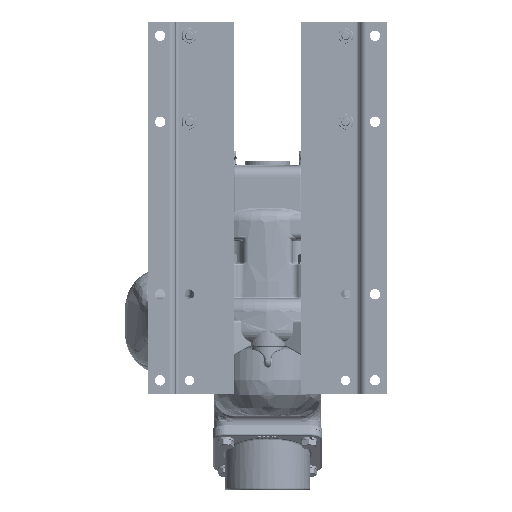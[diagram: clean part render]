
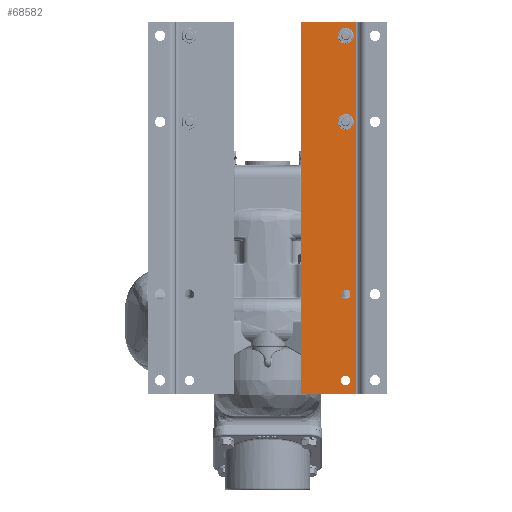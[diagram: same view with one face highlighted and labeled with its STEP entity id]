
A CAD part, front view. The second image highlights one B-rep face of the part: STEP entity #68582.
In plain terms, the highlighted planar face has unit normal (0, -1, 0).
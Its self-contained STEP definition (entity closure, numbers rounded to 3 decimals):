
#2265=FACE_BOUND($,#17788,.T.);
#2266=FACE_BOUND($,#17789,.T.);
#2267=FACE_BOUND($,#17790,.T.);
#2268=FACE_BOUND($,#17791,.T.);
#2269=FACE_BOUND($,#17792,.T.);
#3226=PLANE($,#75749);
#8182=CIRCLE($,#75717,0.172);
#8184=CIRCLE($,#75720,0.172);
#8186=CIRCLE($,#75723,0.172);
#8188=CIRCLE($,#75726,0.172);
#17788=EDGE_LOOP($,(#62832));
#17789=EDGE_LOOP($,(#62833));
#17790=EDGE_LOOP($,(#62834));
#17791=EDGE_LOOP($,(#62835));
#17792=EDGE_LOOP($,(#62836,#62837,#62838,#62839));
#21535=LINE($,#177949,#25269);
#21536=LINE($,#177953,#25270);
#21537=LINE($,#177955,#25271);
#21538=LINE($,#177956,#25272);
#25269=VECTOR($,#93557,13.5);
#25270=VECTOR($,#93562,2.);
#25271=VECTOR($,#93563,13.5);
#25272=VECTOR($,#93564,2.);
#33662=VERTEX_POINT($,#177879);
#33664=VERTEX_POINT($,#177884);
#33666=VERTEX_POINT($,#177889);
#33668=VERTEX_POINT($,#177894);
#33688=VERTEX_POINT($,#177946);
#33689=VERTEX_POINT($,#177948);
#33690=VERTEX_POINT($,#177952);
#33691=VERTEX_POINT($,#177954);
#43387=EDGE_CURVE($,#33662,#33662,#8182,.T.);
#43389=EDGE_CURVE($,#33664,#33664,#8184,.T.);
#43391=EDGE_CURVE($,#33666,#33666,#8186,.T.);
#43393=EDGE_CURVE($,#33668,#33668,#8188,.T.);
#43417=EDGE_CURVE($,#33689,#33688,#21535,.T.);
#43419=EDGE_CURVE($,#33688,#33690,#21536,.T.);
#43420=EDGE_CURVE($,#33691,#33690,#21537,.T.);
#43421=EDGE_CURVE($,#33691,#33689,#21538,.T.);
#62832=ORIENTED_EDGE($,*,*,#43387,.T.);
#62833=ORIENTED_EDGE($,*,*,#43389,.T.);
#62834=ORIENTED_EDGE($,*,*,#43391,.T.);
#62835=ORIENTED_EDGE($,*,*,#43393,.T.);
#62836=ORIENTED_EDGE($,*,*,#43419,.T.);
#62837=ORIENTED_EDGE($,*,*,#43420,.F.);
#62838=ORIENTED_EDGE($,*,*,#43421,.T.);
#62839=ORIENTED_EDGE($,*,*,#43417,.T.);
#68582=ADVANCED_FACE($,(#2265,#2266,#2267,#2268,#2269),#3226,.T.);
#75717=AXIS2_PLACEMENT_3D($,#177880,#93484,#93485);
#75720=AXIS2_PLACEMENT_3D($,#177885,#93490,#93491);
#75723=AXIS2_PLACEMENT_3D($,#177890,#93496,#93497);
#75726=AXIS2_PLACEMENT_3D($,#177895,#93502,#93503);
#75749=AXIS2_PLACEMENT_3D($,#177951,#93560,#93561);
#93484=DIRECTION('center_axis',(0.,1.,0.));
#93485=DIRECTION('ref_axis',(-1.,0.,0.));
#93490=DIRECTION('center_axis',(0.,1.,0.));
#93491=DIRECTION('ref_axis',(-1.,0.,0.));
#93496=DIRECTION('center_axis',(0.,1.,0.));
#93497=DIRECTION('ref_axis',(-1.,0.,0.));
#93502=DIRECTION('center_axis',(0.,1.,0.));
#93503=DIRECTION('ref_axis',(-1.,0.,0.));
#93557=DIRECTION($,(0.,0.,-1.));
#93560=DIRECTION('center_axis',(0.,-1.,0.));
#93561=DIRECTION('ref_axis',(0.,0.,-1.));
#93562=DIRECTION($,(1.,0.,0.));
#93563=DIRECTION($,(0.,0.,-1.));
#93564=DIRECTION($,(-1.,0.,0.));
#177879=CARTESIAN_POINT('',(1.672,0.875,-13.));
#177880=CARTESIAN_POINT('Origin',(1.5,0.875,-13.));
#177884=CARTESIAN_POINT('',(1.672,0.875,-9.875));
#177885=CARTESIAN_POINT('Origin',(1.5,0.875,-9.875));
#177889=CARTESIAN_POINT('',(1.672,0.875,-3.625));
#177890=CARTESIAN_POINT('Origin',(1.5,0.875,-3.625));
#177894=CARTESIAN_POINT('',(1.672,0.875,-0.5));
#177895=CARTESIAN_POINT('Origin',(1.5,0.875,-0.5));
#177946=CARTESIAN_POINT('',(1.125,0.875,-13.5));
#177948=CARTESIAN_POINT('',(1.125,0.875,0.));
#177949=CARTESIAN_POINT($,(1.125,0.875,0.));
#177951=CARTESIAN_POINT('Origin',(1.125,0.875,0.));
#177952=CARTESIAN_POINT('',(3.125,0.875,-13.5));
#177953=CARTESIAN_POINT($,(3.125,0.875,-13.5));
#177954=CARTESIAN_POINT('',(3.125,0.875,0.));
#177955=CARTESIAN_POINT($,(3.125,0.875,0.));
#177956=CARTESIAN_POINT($,(3.125,0.875,0.));
